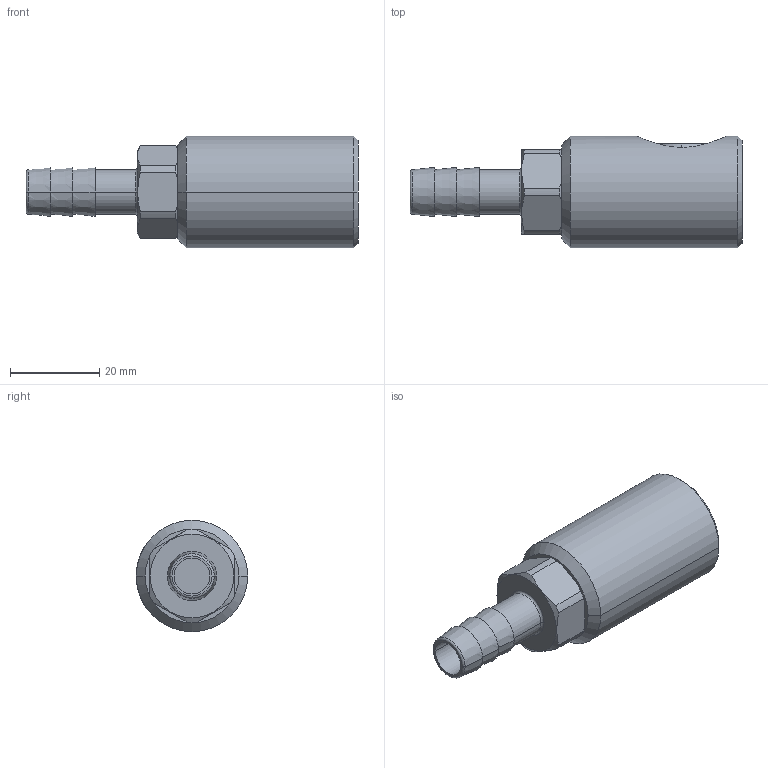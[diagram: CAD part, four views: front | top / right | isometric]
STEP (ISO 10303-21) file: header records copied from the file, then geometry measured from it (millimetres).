
FILE_DESCRIPTION (( 'STEP AP203' ), '1' );
FILE_NAME ('07410380.STEP', '2011-07-27T08:27:57', ( 'SP' ), ( 'sopra-pneumatic' ), 'SwSTEP 2.0', 'SolidWorks 2011', '' );
FILE_SCHEMA (( 'CONFIG_CONTROL_DESIGN' ));
Length unit declared in the file: millimetre
Products named in the file (1): 07410380
Bounding box: 74.5 x 25 x 25 mm (x, y, z)
Volume: 22323.8 mm3; surface area: 6382.9 mm2
Topology: 1 solids, 1 shells, 80 faces, 196 edges, 127 vertices
Faces by surface type: plane 29, cone 24, cylinder 21, torus 4, sphere 2
Entity records: 2611 total; most frequent: CARTESIAN_POINT 634, DIRECTION 406, ORIENTED_EDGE 392, EDGE_CURVE 196, AXIS2_PLACEMENT_3D 165, VERTEX_POINT 127, EDGE_LOOP 89, CIRCLE 84
